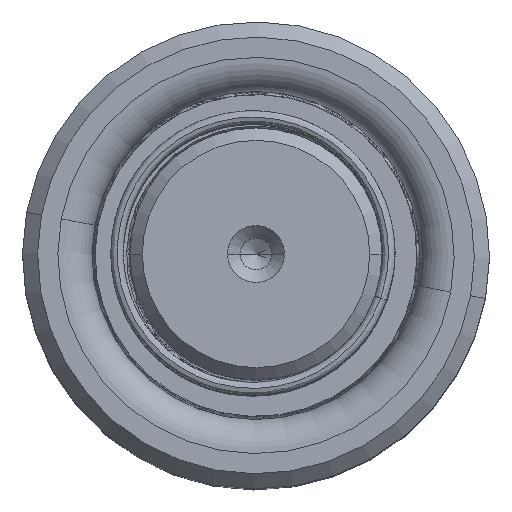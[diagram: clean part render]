
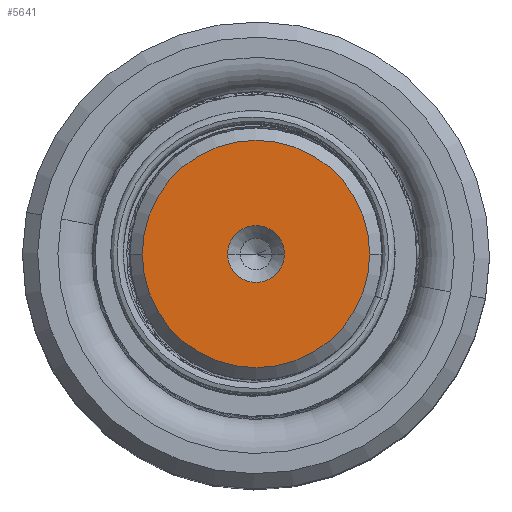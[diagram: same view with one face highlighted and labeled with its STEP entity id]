
A CAD part, top view. The second image highlights one B-rep face of the part: STEP entity #5641.
In plain terms, the highlighted planar face has unit normal (0, 0, 1).
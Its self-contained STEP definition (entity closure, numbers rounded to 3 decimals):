
#554 = ORIENTED_EDGE ( 'NONE', *, *, #2723, .F. ) ;
#743 = CARTESIAN_POINT ( 'NONE',  ( -9.009, 0., 120. ) ) ;
#2723 = EDGE_CURVE ( 'NONE', #18108, #14377, #29140, .T. ) ;
#4447 = FACE_BOUND ( 'NONE', #10001, .T. ) ;
#4968 = AXIS2_PLACEMENT_3D ( 'NONE', #10269, #13031, #5029 ) ;
#5029 = DIRECTION ( 'NONE',  ( 1., 0., 0. ) ) ;
#5093 = CIRCLE ( 'NONE', #16997, 9.009 ) ;
#5641 = ADVANCED_FACE ( 'NONE', ( #4447, #12682 ), #32186, .T. ) ;
#6092 = CIRCLE ( 'NONE', #28808, 9.009 ) ;
#6701 = CARTESIAN_POINT ( 'NONE',  ( 0., 0., 120. ) ) ;
#7189 = CARTESIAN_POINT ( 'NONE',  ( -2.25, 0., 120. ) ) ;
#7443 = DIRECTION ( 'NONE',  ( 0., 0., 1. ) ) ;
#7568 = CARTESIAN_POINT ( 'NONE',  ( 0., 0., 120. ) ) ;
#9260 = CARTESIAN_POINT ( 'NONE',  ( 9.009, 0., 120. ) ) ;
#9911 = AXIS2_PLACEMENT_3D ( 'NONE', #18781, #11306, #16594 ) ;
#10001 = EDGE_LOOP ( 'NONE', ( #554, #30084 ) ) ;
#10269 = CARTESIAN_POINT ( 'NONE',  ( 0., 0., 120. ) ) ;
#10661 = EDGE_LOOP ( 'NONE', ( #14791, #30583 ) ) ;
#11306 = DIRECTION ( 'NONE',  ( 0., 0., 1. ) ) ;
#12051 = AXIS2_PLACEMENT_3D ( 'NONE', #28594, #19323, #15631 ) ;
#12167 = DIRECTION ( 'NONE',  ( 0., 0., 1. ) ) ;
#12639 = EDGE_CURVE ( 'NONE', #14377, #18108, #30540, .T. ) ;
#12682 = FACE_OUTER_BOUND ( 'NONE', #10661, .T. ) ;
#13031 = DIRECTION ( 'NONE',  ( 0., 0., 1. ) ) ;
#14377 = VERTEX_POINT ( 'NONE', #7189 ) ;
#14791 = ORIENTED_EDGE ( 'NONE', *, *, #32076, .T. ) ;
#15631 = DIRECTION ( 'NONE',  ( 1., 0., 0. ) ) ;
#16594 = DIRECTION ( 'NONE',  ( 1., 0., 0. ) ) ;
#16997 = AXIS2_PLACEMENT_3D ( 'NONE', #7568, #7443, #33845 ) ;
#18108 = VERTEX_POINT ( 'NONE', #30162 ) ;
#18781 = CARTESIAN_POINT ( 'NONE',  ( 0., 0., 120. ) ) ;
#19323 = DIRECTION ( 'NONE',  ( 0., 0., 1. ) ) ;
#22150 = DIRECTION ( 'NONE',  ( 1., 0., 0. ) ) ;
#23487 = EDGE_CURVE ( 'NONE', #29329, #31754, #6092, .T. ) ;
#28594 = CARTESIAN_POINT ( 'NONE',  ( 0., 0., 120. ) ) ;
#28808 = AXIS2_PLACEMENT_3D ( 'NONE', #6701, #12167, #22150 ) ;
#29140 = CIRCLE ( 'NONE', #12051, 2.25 ) ;
#29329 = VERTEX_POINT ( 'NONE', #9260 ) ;
#30084 = ORIENTED_EDGE ( 'NONE', *, *, #12639, .F. ) ;
#30162 = CARTESIAN_POINT ( 'NONE',  ( 2.25, 0., 120. ) ) ;
#30540 = CIRCLE ( 'NONE', #4968, 2.25 ) ;
#30583 = ORIENTED_EDGE ( 'NONE', *, *, #23487, .T. ) ;
#31754 = VERTEX_POINT ( 'NONE', #743 ) ;
#32076 = EDGE_CURVE ( 'NONE', #31754, #29329, #5093, .T. ) ;
#32186 = PLANE ( 'NONE',  #9911 ) ;
#33845 = DIRECTION ( 'NONE',  ( 1., 0., 0. ) ) ;
